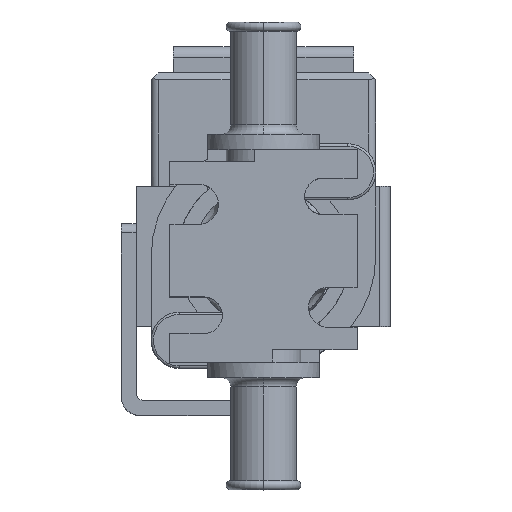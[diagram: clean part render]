
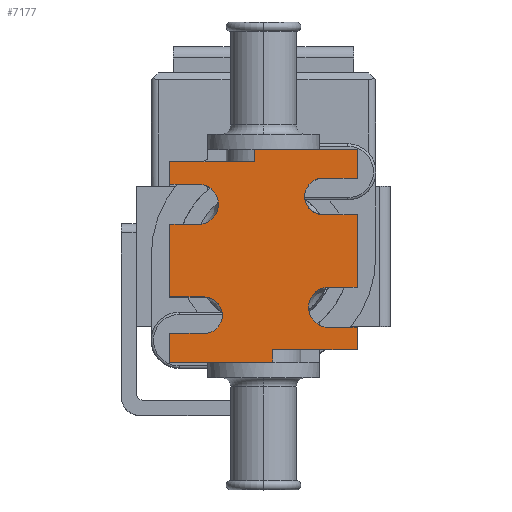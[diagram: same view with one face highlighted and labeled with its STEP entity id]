
A CAD part, top view. The second image highlights one B-rep face of the part: STEP entity #7177.
In plain terms, the highlighted planar face has unit normal (0, 0, -1).
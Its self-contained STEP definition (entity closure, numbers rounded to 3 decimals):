
#319=DIRECTION('',(1.,0.,0.));
#320=VECTOR('',#319,11.);
#321=CARTESIAN_POINT('',(-1.,11.35,24.25));
#322=LINE('',#321,#320);
#355=CARTESIAN_POINT('',(6.95,-5.5,24.25));
#356=DIRECTION('',(0.,0.,-1.));
#357=DIRECTION('',(0.,-1.,0.));
#358=AXIS2_PLACEMENT_3D('',#355,#356,#357);
#363=CARTESIAN_POINT('',(6.35,6.35,24.25));
#364=DIRECTION('',(0.,0.,-1.));
#365=DIRECTION('',(0.,-1.,0.));
#366=AXIS2_PLACEMENT_3D('',#363,#364,#365);
#371=DIRECTION('',(0.,-1.,0.));
#372=VECTOR('',#371,1.3);
#373=CARTESIAN_POINT('',(-1.,11.35,24.25));
#374=LINE('',#373,#372);
#378=CARTESIAN_POINT('',(-6.95,5.5,24.25));
#379=DIRECTION('',(0.,0.,-1.));
#380=DIRECTION('',(0.,1.,0.));
#381=AXIS2_PLACEMENT_3D('',#378,#379,#380);
#386=DIRECTION('',(0.,-1.,0.));
#387=VECTOR('',#386,7.75);
#388=CARTESIAN_POINT('',(-10.,3.35,24.25));
#389=LINE('',#388,#387);
#393=DIRECTION('',(1.,0.,0.));
#394=VECTOR('',#393,3.65);
#395=CARTESIAN_POINT('',(-10.,-4.4,24.25));
#396=LINE('',#395,#394);
#400=CARTESIAN_POINT('',(-6.35,-6.35,24.25));
#401=DIRECTION('',(0.,0.,-1.));
#402=DIRECTION('',(0.,1.,0.));
#403=AXIS2_PLACEMENT_3D('',#400,#401,#402);
#408=DIRECTION('',(-1.,0.,0.));
#409=VECTOR('',#408,9.);
#410=CARTESIAN_POINT('',(10.,-10.05,24.25));
#411=LINE('',#410,#409);
#443=DIRECTION('',(0.,-1.,0.));
#444=VECTOR('',#443,1.3);
#445=CARTESIAN_POINT('',(1.,-10.05,24.25));
#446=LINE('',#445,#444);
#480=DIRECTION('',(-1.,0.,0.));
#481=VECTOR('',#480,11.);
#482=CARTESIAN_POINT('',(1.,-11.35,24.25));
#483=LINE('',#482,#481);
#530=DIRECTION('',(0.,1.,0.));
#531=VECTOR('',#530,3.05);
#532=CARTESIAN_POINT('',(-10.,-11.35,24.25));
#533=LINE('',#532,#531);
#629=DIRECTION('',(1.,0.,0.));
#630=VECTOR('',#629,3.65);
#631=CARTESIAN_POINT('',(-10.,-8.3,24.25));
#632=LINE('',#631,#630);
#650=DIRECTION('',(1.,0.,0.));
#651=VECTOR('',#650,3.05);
#652=CARTESIAN_POINT('',(-10.,3.35,24.25));
#653=LINE('',#652,#651);
#714=DIRECTION('',(-1.,0.,0.));
#715=VECTOR('',#714,3.05);
#716=CARTESIAN_POINT('',(-6.95,7.65,24.25));
#717=LINE('',#716,#715);
#728=DIRECTION('',(0.,1.,0.));
#729=VECTOR('',#728,2.4);
#730=CARTESIAN_POINT('',(-10.,7.65,24.25));
#731=LINE('',#730,#729);
#763=DIRECTION('',(1.,0.,0.));
#764=VECTOR('',#763,9.);
#765=CARTESIAN_POINT('',(-10.,10.05,24.25));
#766=LINE('',#765,#764);
#2954=DIRECTION('',(0.,-1.,0.));
#2955=VECTOR('',#2954,3.05);
#2956=CARTESIAN_POINT('',(10.,11.35,24.25));
#2957=LINE('',#2956,#2955);
#2997=DIRECTION('',(0.,-1.,0.));
#2998=VECTOR('',#2997,7.75);
#2999=CARTESIAN_POINT('',(10.,4.4,24.25));
#3000=LINE('',#2999,#2998);
#3046=DIRECTION('',(1.,0.,0.));
#3047=VECTOR('',#3046,3.65);
#3048=CARTESIAN_POINT('',(6.35,4.4,24.25));
#3049=LINE('',#3048,#3047);
#3081=DIRECTION('',(-1.,0.,0.));
#3082=VECTOR('',#3081,3.65);
#3083=CARTESIAN_POINT('',(10.,8.3,24.25));
#3084=LINE('',#3083,#3082);
#3095=DIRECTION('',(-1.,0.,0.));
#3096=VECTOR('',#3095,3.05);
#3097=CARTESIAN_POINT('',(10.,-3.35,24.25));
#3098=LINE('',#3097,#3096);
#3159=DIRECTION('',(1.,0.,0.));
#3160=VECTOR('',#3159,3.05);
#3161=CARTESIAN_POINT('',(6.95,-7.65,24.25));
#3162=LINE('',#3161,#3160);
#3180=DIRECTION('',(0.,-1.,0.));
#3181=VECTOR('',#3180,2.4);
#3182=CARTESIAN_POINT('',(10.,-7.65,24.25));
#3183=LINE('',#3182,#3181);
#6308=CARTESIAN_POINT('',(-1.,11.35,24.25));
#6309=VERTEX_POINT('',#6308);
#6310=CARTESIAN_POINT('',(-1.,10.05,24.25));
#6311=VERTEX_POINT('',#6310);
#6390=CARTESIAN_POINT('',(-10.,3.35,24.25));
#6391=VERTEX_POINT('',#6390);
#6392=CARTESIAN_POINT('',(-10.,-4.4,24.25));
#6393=VERTEX_POINT('',#6392);
#6422=CARTESIAN_POINT('',(-6.35,-4.4,24.25));
#6423=VERTEX_POINT('',#6422);
#6428=CARTESIAN_POINT('',(10.,-10.05,24.25));
#6429=CARTESIAN_POINT('',(1.,-10.05,24.25));
#6430=VERTEX_POINT('',#6428);
#6431=VERTEX_POINT('',#6429);
#6432=CARTESIAN_POINT('',(1.,-11.35,24.25));
#6433=VERTEX_POINT('',#6432);
#6434=CARTESIAN_POINT('',(-10.,-11.35,24.25));
#6435=VERTEX_POINT('',#6434);
#6436=CARTESIAN_POINT('',(-10.,-8.3,24.25));
#6437=VERTEX_POINT('',#6436);
#6438=CARTESIAN_POINT('',(-6.35,-8.3,24.25));
#6439=VERTEX_POINT('',#6438);
#6440=CARTESIAN_POINT('',(-6.95,3.35,24.25));
#6441=VERTEX_POINT('',#6440);
#6442=CARTESIAN_POINT('',(-6.95,7.65,24.25));
#6443=VERTEX_POINT('',#6442);
#6444=CARTESIAN_POINT('',(-10.,7.65,24.25));
#6445=VERTEX_POINT('',#6444);
#6446=CARTESIAN_POINT('',(-10.,10.05,24.25));
#6447=VERTEX_POINT('',#6446);
#6448=CARTESIAN_POINT('',(10.,11.35,24.25));
#6449=VERTEX_POINT('',#6448);
#6450=CARTESIAN_POINT('',(10.,8.3,24.25));
#6451=VERTEX_POINT('',#6450);
#6452=CARTESIAN_POINT('',(6.35,8.3,24.25));
#6453=VERTEX_POINT('',#6452);
#6454=CARTESIAN_POINT('',(6.35,4.4,24.25));
#6455=VERTEX_POINT('',#6454);
#6456=CARTESIAN_POINT('',(10.,4.4,24.25));
#6457=VERTEX_POINT('',#6456);
#6458=CARTESIAN_POINT('',(10.,-3.35,24.25));
#6459=VERTEX_POINT('',#6458);
#6460=CARTESIAN_POINT('',(6.95,-3.35,24.25));
#6461=VERTEX_POINT('',#6460);
#6462=CARTESIAN_POINT('',(6.95,-7.65,24.25));
#6463=VERTEX_POINT('',#6462);
#6464=CARTESIAN_POINT('',(10.,-7.65,24.25));
#6465=VERTEX_POINT('',#6464);
#7124=CARTESIAN_POINT('',(0.,0.,24.25));
#7125=DIRECTION('',(0.,0.,1.));
#7126=DIRECTION('',(0.,-1.,0.));
#7127=AXIS2_PLACEMENT_3D('',#7124,#7125,#7126);
#7128=PLANE('',#7127);
#7130=ORIENTED_EDGE('',*,*,#7129,.F.);
#7132=ORIENTED_EDGE('',*,*,#7131,.F.);
#7134=ORIENTED_EDGE('',*,*,#7133,.F.);
#7136=ORIENTED_EDGE('',*,*,#7135,.T.);
#7138=ORIENTED_EDGE('',*,*,#7137,.F.);
#7140=ORIENTED_EDGE('',*,*,#7139,.F.);
#7142=ORIENTED_EDGE('',*,*,#7141,.F.);
#7144=ORIENTED_EDGE('',*,*,#7143,.T.);
#7146=ORIENTED_EDGE('',*,*,#7145,.F.);
#7148=ORIENTED_EDGE('',*,*,#7147,.F.);
#7149=ORIENTED_EDGE('',*,*,#7113,.F.);
#7150=ORIENTED_EDGE('',*,*,#7063,.T.);
#7152=ORIENTED_EDGE('',*,*,#7151,.F.);
#7154=ORIENTED_EDGE('',*,*,#7153,.F.);
#7156=ORIENTED_EDGE('',*,*,#7155,.F.);
#7158=ORIENTED_EDGE('',*,*,#7157,.T.);
#7160=ORIENTED_EDGE('',*,*,#7159,.F.);
#7162=ORIENTED_EDGE('',*,*,#7161,.T.);
#7164=ORIENTED_EDGE('',*,*,#7163,.T.);
#7166=ORIENTED_EDGE('',*,*,#7165,.T.);
#7168=ORIENTED_EDGE('',*,*,#7167,.F.);
#7170=ORIENTED_EDGE('',*,*,#7169,.F.);
#7172=ORIENTED_EDGE('',*,*,#7171,.F.);
#7174=ORIENTED_EDGE('',*,*,#7173,.F.);
#7175=EDGE_LOOP('',(#7130,#7132,#7134,#7136,#7138,#7140,#7142,#7144,#7146,#7148,
#7149,#7150,#7152,#7154,#7156,#7158,#7160,#7162,#7164,#7166,#7168,#7170,#7172,
#7174));
#7176=FACE_OUTER_BOUND('',#7175,.F.);
#7177=ADVANCED_FACE('',(#7176),#7128,.F.);
#359=CIRCLE('',#358,2.15);
#367=CIRCLE('',#366,1.95);
#382=CIRCLE('',#381,2.15);
#404=CIRCLE('',#403,1.95);
#7063=EDGE_CURVE('',#6309,#6311,#374,.T.);
#7113=EDGE_CURVE('',#6309,#6449,#322,.T.);
#7129=EDGE_CURVE('',#6430,#6431,#411,.T.);
#7131=EDGE_CURVE('',#6465,#6430,#3183,.T.);
#7133=EDGE_CURVE('',#6463,#6465,#3162,.T.);
#7135=EDGE_CURVE('',#6463,#6461,#359,.T.);
#7137=EDGE_CURVE('',#6459,#6461,#3098,.T.);
#7139=EDGE_CURVE('',#6457,#6459,#3000,.T.);
#7141=EDGE_CURVE('',#6455,#6457,#3049,.T.);
#7143=EDGE_CURVE('',#6455,#6453,#367,.T.);
#7145=EDGE_CURVE('',#6451,#6453,#3084,.T.);
#7147=EDGE_CURVE('',#6449,#6451,#2957,.T.);
#7151=EDGE_CURVE('',#6447,#6311,#766,.T.);
#7153=EDGE_CURVE('',#6445,#6447,#731,.T.);
#7155=EDGE_CURVE('',#6443,#6445,#717,.T.);
#7157=EDGE_CURVE('',#6443,#6441,#382,.T.);
#7159=EDGE_CURVE('',#6391,#6441,#653,.T.);
#7161=EDGE_CURVE('',#6391,#6393,#389,.T.);
#7163=EDGE_CURVE('',#6393,#6423,#396,.T.);
#7165=EDGE_CURVE('',#6423,#6439,#404,.T.);
#7167=EDGE_CURVE('',#6437,#6439,#632,.T.);
#7169=EDGE_CURVE('',#6435,#6437,#533,.T.);
#7171=EDGE_CURVE('',#6433,#6435,#483,.T.);
#7173=EDGE_CURVE('',#6431,#6433,#446,.T.);
